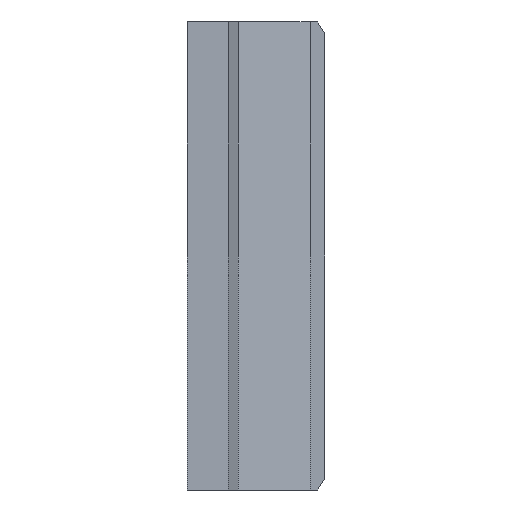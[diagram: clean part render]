
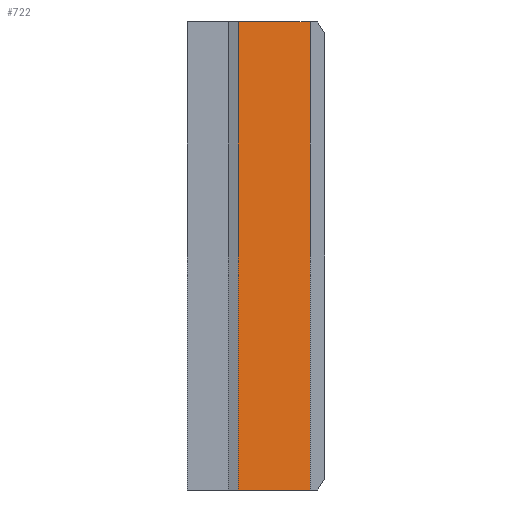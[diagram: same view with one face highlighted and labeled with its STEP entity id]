
A CAD part, left-side view. The second image highlights one B-rep face of the part: STEP entity #722.
In plain terms, the highlighted planar face has unit normal (-0.763, -0.647, 0).
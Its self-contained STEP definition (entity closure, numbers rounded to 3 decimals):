
#66 = DIRECTION ( 'NONE',  ( 0., 0., -1. ) ) ;
#129 = VECTOR ( 'NONE', #1682, 1000. ) ;
#552 = CARTESIAN_POINT ( 'NONE',  ( -16., -1.985, -20. ) ) ;
#562 = LINE ( 'NONE', #2043, #129 ) ;
#569 = ORIENTED_EDGE ( 'NONE', *, *, #746, .T. ) ;
#609 = CARTESIAN_POINT ( 'NONE',  ( -21.205, 4.155, -18.3 ) ) ;
#625 = LINE ( 'NONE', #2707, #1561 ) ;
#722 = ADVANCED_FACE ( 'NONE', ( #2266 ), #794, .T. ) ;
#723 = EDGE_CURVE ( 'NONE', #2240, #1304, #1545, .T. ) ;
#746 = EDGE_CURVE ( 'NONE', #1702, #2240, #2275, .T. ) ;
#750 = DIRECTION ( 'NONE',  ( -0.763, -0.647, 0. ) ) ;
#778 = CARTESIAN_POINT ( 'NONE',  ( -21.205, 4.155, 20. ) ) ;
#794 = PLANE ( 'NONE',  #999 ) ;
#823 = EDGE_LOOP ( 'NONE', ( #2602, #1670, #569, #1986 ) ) ;
#997 = DIRECTION ( 'NONE',  ( 0., 0., -1. ) ) ;
#999 = AXIS2_PLACEMENT_3D ( 'NONE', #1485, #750, #2550 ) ;
#1304 = VERTEX_POINT ( 'NONE', #2430 ) ;
#1485 = CARTESIAN_POINT ( 'NONE',  ( -21.205, 4.155, -18.3 ) ) ;
#1545 = LINE ( 'NONE', #609, #2342 ) ;
#1561 = VECTOR ( 'NONE', #66, 1000. ) ;
#1622 = EDGE_CURVE ( 'NONE', #1702, #1667, #625, .T. ) ;
#1667 = VERTEX_POINT ( 'NONE', #552 ) ;
#1670 = ORIENTED_EDGE ( 'NONE', *, *, #1622, .F. ) ;
#1682 = DIRECTION ( 'NONE',  ( -0.647, 0.763, 0. ) ) ;
#1702 = VERTEX_POINT ( 'NONE', #2477 ) ;
#1778 = CARTESIAN_POINT ( 'NONE',  ( -21.205, 4.155, 20. ) ) ;
#1900 = DIRECTION ( 'NONE',  ( -0.647, 0.763, 0. ) ) ;
#1986 = ORIENTED_EDGE ( 'NONE', *, *, #723, .T. ) ;
#2043 = CARTESIAN_POINT ( 'NONE',  ( -21.205, 4.155, -20. ) ) ;
#2240 = VERTEX_POINT ( 'NONE', #1778 ) ;
#2266 = FACE_OUTER_BOUND ( 'NONE', #823, .T. ) ;
#2275 = LINE ( 'NONE', #778, #2449 ) ;
#2342 = VECTOR ( 'NONE', #997, 1000. ) ;
#2430 = CARTESIAN_POINT ( 'NONE',  ( -21.205, 4.155, -20. ) ) ;
#2438 = EDGE_CURVE ( 'NONE', #1667, #1304, #562, .T. ) ;
#2449 = VECTOR ( 'NONE', #1900, 1000. ) ;
#2477 = CARTESIAN_POINT ( 'NONE',  ( -16., -1.985, 20. ) ) ;
#2550 = DIRECTION ( 'NONE',  ( 0.647, -0.763, 0. ) ) ;
#2602 = ORIENTED_EDGE ( 'NONE', *, *, #2438, .F. ) ;
#2707 = CARTESIAN_POINT ( 'NONE',  ( -16., -1.985, -18.3 ) ) ;
